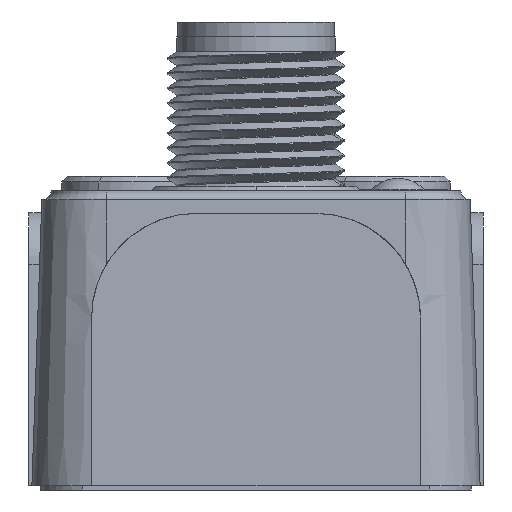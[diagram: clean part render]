
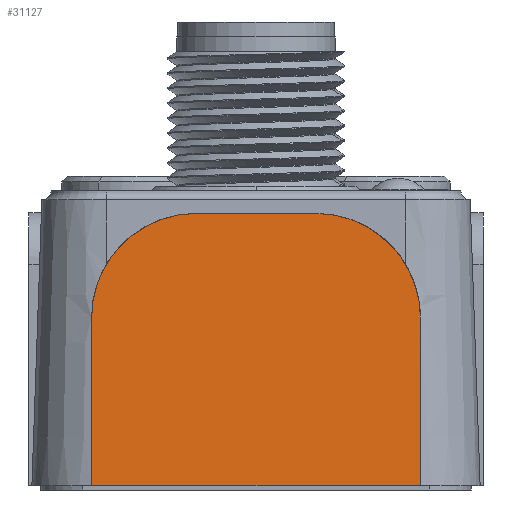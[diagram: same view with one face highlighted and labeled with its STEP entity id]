
A CAD part, left-side view. The second image highlights one B-rep face of the part: STEP entity #31127.
In plain terms, the highlighted planar face has unit normal (-0.999, 0, 0.035).
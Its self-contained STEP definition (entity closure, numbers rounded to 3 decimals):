
#4352=DIRECTION('',(0.,1.,0.));
#4353=VECTOR('',#4352,22.);
#4354=CARTESIAN_POINT('',(-12.29,-11.,-19.7));
#4355=LINE('',#4354,#4353);
#4996=DIRECTION('',(-0.035,0.,-0.999));
#4997=VECTOR('',#4996,11.207);
#4998=CARTESIAN_POINT('',(-11.898,-11.,-8.5));
#4999=LINE('',#4998,#4997);
#5004=CARTESIAN_POINT('',(-11.654,4.,
-1.5));
#5005=CARTESIAN_POINT('',(-11.654,4.465,
-1.5));
#5006=CARTESIAN_POINT('',(-11.657,5.375,
-1.591));
#5007=CARTESIAN_POINT('',(-11.671,6.7,
-1.992));
#5008=CARTESIAN_POINT('',(-11.694,7.915,
-2.643));
#5009=CARTESIAN_POINT('',(-11.724,8.981,
-3.518));
#5010=CARTESIAN_POINT('',(-11.762,9.856,
-4.584));
#5011=CARTESIAN_POINT('',(-11.804,10.507,
-5.8));
#5012=CARTESIAN_POINT('',(-11.85,10.909,
-7.125));
#5013=CARTESIAN_POINT('',(-11.882,11.,
-8.035));
#5014=CARTESIAN_POINT('',(-11.898,11.,
-8.5));
#5016=CARTESIAN_POINT('',(-11.898,-11.,-8.5));
#5017=CARTESIAN_POINT('',(-11.882,-11.,-8.035));
#5018=CARTESIAN_POINT('',(-11.85,-10.909,
-7.125));
#5019=CARTESIAN_POINT('',(-11.804,-10.507,
-5.8));
#5020=CARTESIAN_POINT('',(-11.762,-9.856,
-4.584));
#5021=CARTESIAN_POINT('',(-11.724,-8.981,
-3.518));
#5022=CARTESIAN_POINT('',(-11.694,-7.915,
-2.643));
#5023=CARTESIAN_POINT('',(-11.671,-6.699,
-1.992));
#5024=CARTESIAN_POINT('',(-11.657,-5.375,
-1.591));
#5025=CARTESIAN_POINT('',(-11.654,-4.465,
-1.5));
#5026=CARTESIAN_POINT('',(-11.654,-4.,
-1.5));
#5028=DIRECTION('',(0.035,0.,0.999));
#5029=VECTOR('',#5028,11.207);
#5030=CARTESIAN_POINT('',(-12.29,11.,-19.7));
#5031=LINE('',#5030,#5029);
#5084=DIRECTION('',(0.,-1.,0.));
#5085=VECTOR('',#5084,8.001);
#5086=CARTESIAN_POINT('',(-11.654,4.,
-1.5));
#5087=LINE('',#5086,#5085);
#20102=CARTESIAN_POINT('',(-12.29,-11.,-19.7));
#20103=VERTEX_POINT('',#20102);
#20104=CARTESIAN_POINT('',(-12.29,11.,-19.7));
#20105=VERTEX_POINT('',#20104);
#21526=CARTESIAN_POINT('',(-11.898,-11.,-8.5));
#21527=VERTEX_POINT('',#21526);
#21528=VERTEX_POINT('',#5026);
#21529=CARTESIAN_POINT('',(-11.654,4.,
-1.5));
#21530=VERTEX_POINT('',#21529);
#21531=VERTEX_POINT('',#5014);
#31110=CARTESIAN_POINT('',(-12.3,0.,-20.));
#31111=DIRECTION('',(0.999,0.,-0.035));
#31112=DIRECTION('',(0.035,0.,0.999));
#31113=AXIS2_PLACEMENT_3D('',#31110,#31111,#31112);
#31114=PLANE('',#31113);
#31115=ORIENTED_EDGE('',*,*,#31103,.T.);
#31116=ORIENTED_EDGE('',*,*,#30376,.T.);
#31118=ORIENTED_EDGE('',*,*,#31117,.T.);
#31120=ORIENTED_EDGE('',*,*,#31119,.F.);
#31122=ORIENTED_EDGE('',*,*,#31121,.T.);
#31124=ORIENTED_EDGE('',*,*,#31123,.F.);
#31125=EDGE_LOOP('',(#31115,#31116,#31118,#31120,#31122,#31124));
#31126=FACE_OUTER_BOUND('',#31125,.F.);
#31127=ADVANCED_FACE('',(#31126),#31114,.F.);
#5015=B_SPLINE_CURVE_WITH_KNOTS('',3,(#5004,#5005,#5006,#5007,#5008,#5009,#5010,
#5011,#5012,#5013,#5014),.UNSPECIFIED.,.F.,.F.,(4,1,1,1,1,1,1,1,4),(0.,
0.125,0.25,0.375,0.5,0.625,0.75,0.875,1.),.UNSPECIFIED.);
#5027=B_SPLINE_CURVE_WITH_KNOTS('',3,(#5016,#5017,#5018,#5019,#5020,#5021,#5022,
#5023,#5024,#5025,#5026),.UNSPECIFIED.,.F.,.F.,(4,1,1,1,1,1,1,1,4),(0.,
0.125,0.25,0.375,0.5,0.625,0.75,0.875,1.),.UNSPECIFIED.);
#30376=EDGE_CURVE('',#20103,#20105,#4355,.T.);
#31103=EDGE_CURVE('',#21527,#20103,#4999,.T.);
#31117=EDGE_CURVE('',#20105,#21531,#5031,.T.);
#31119=EDGE_CURVE('',#21530,#21531,#5015,.T.);
#31121=EDGE_CURVE('',#21530,#21528,#5087,.T.);
#31123=EDGE_CURVE('',#21527,#21528,#5027,.T.);
